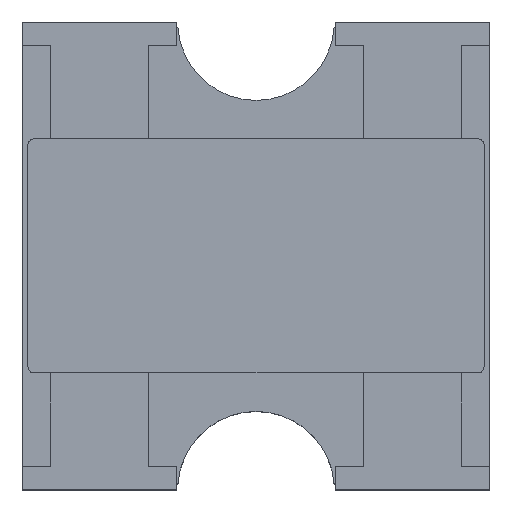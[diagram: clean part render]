
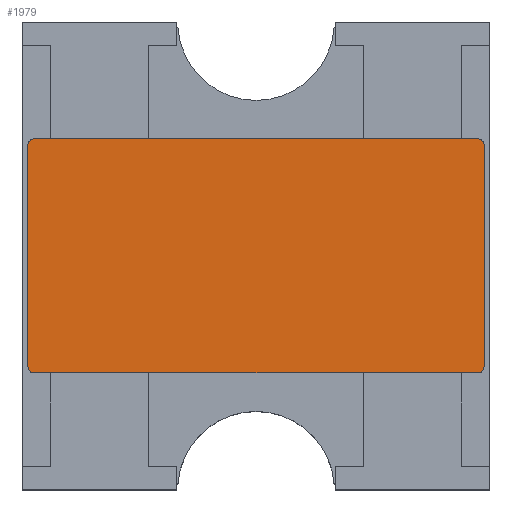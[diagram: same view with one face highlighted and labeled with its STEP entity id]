
A CAD part, top view. The second image highlights one B-rep face of the part: STEP entity #1979.
In plain terms, the highlighted planar face has unit normal (0, 0, 1).
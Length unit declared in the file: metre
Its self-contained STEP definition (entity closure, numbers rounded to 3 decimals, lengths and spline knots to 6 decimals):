
#37=CIRCLE('',#2157,0.000013);
#38=CIRCLE('',#2158,0.000013);
#39=CIRCLE('',#2159,0.000013);
#40=CIRCLE('',#2160,0.000013);
#65=ORIENTED_EDGE('',*,*,#635,.T.);
#66=ORIENTED_EDGE('',*,*,#641,.T.);
#67=ORIENTED_EDGE('',*,*,#637,.F.);
#68=ORIENTED_EDGE('',*,*,#642,.T.);
#69=ORIENTED_EDGE('',*,*,#625,.F.);
#70=ORIENTED_EDGE('',*,*,#643,.T.);
#71=ORIENTED_EDGE('',*,*,#629,.T.);
#72=ORIENTED_EDGE('',*,*,#644,.T.);
#625=EDGE_CURVE('',#913,#914,#1105,.T.);
#629=EDGE_CURVE('',#917,#918,#1109,.T.);
#635=EDGE_CURVE('',#924,#923,#1115,.T.);
#637=EDGE_CURVE('',#925,#926,#1117,.T.);
#641=EDGE_CURVE('',#923,#926,#37,.T.);
#642=EDGE_CURVE('',#925,#914,#38,.T.);
#643=EDGE_CURVE('',#913,#917,#39,.T.);
#644=EDGE_CURVE('',#918,#924,#40,.T.);
#913=VERTEX_POINT('',#2808);
#914=VERTEX_POINT('',#2809);
#917=VERTEX_POINT('',#2817);
#918=VERTEX_POINT('',#2818);
#923=VERTEX_POINT('',#2829);
#924=VERTEX_POINT('',#2831);
#925=VERTEX_POINT('',#2835);
#926=VERTEX_POINT('',#2836);
#1105=LINE('',#2807,#1381);
#1109=LINE('',#2816,#1385);
#1115=LINE('',#2830,#1391);
#1117=LINE('',#2834,#1393);
#1381=VECTOR('',#2281,1.);
#1385=VECTOR('',#2287,1.);
#1391=VECTOR('',#2295,1.);
#1393=VECTOR('',#2299,1.);
#1661=EDGE_LOOP('',(#65,#66,#67,#68,#69,#70,#71,#72));
#1769=FACE_BOUND('',#1661,.T.);
#1877=PLANE('',#2156);
#1979=ADVANCED_FACE('',(#1769),#1877,.T.);
#2156=AXIS2_PLACEMENT_3D('',#2842,#2303,#2304);
#2157=AXIS2_PLACEMENT_3D('',#2843,#2305,#2306);
#2158=AXIS2_PLACEMENT_3D('',#2844,#2307,#2308);
#2159=AXIS2_PLACEMENT_3D('',#2845,#2309,#2310);
#2160=AXIS2_PLACEMENT_3D('',#2846,#2311,#2312);
#2281=DIRECTION('',(1.,0.,0.));
#2287=DIRECTION('',(0.,-1.,0.));
#2295=DIRECTION('',(1.,0.,0.));
#2299=DIRECTION('',(0.,-1.,0.));
#2303=DIRECTION('',(0.,0.,1.));
#2304=DIRECTION('',(1.,0.,0.));
#2305=DIRECTION('',(0.,0.,1.));
#2306=DIRECTION('',(1.,0.,0.));
#2307=DIRECTION('',(0.,0.,1.));
#2308=DIRECTION('',(1.,0.,0.));
#2309=DIRECTION('',(0.,0.,1.));
#2310=DIRECTION('',(1.,0.,0.));
#2311=DIRECTION('',(0.,0.,1.));
#2312=DIRECTION('',(1.,0.,0.));
#2807=CARTESIAN_POINT('',(0.,0.00025,0.0003));
#2808=CARTESIAN_POINT('',(-0.000475,0.00025,0.0003));
#2809=CARTESIAN_POINT('',(0.000475,0.00025,0.0003));
#2816=CARTESIAN_POINT('',(-0.000488,0.,0.0003));
#2817=CARTESIAN_POINT('',(-0.000488,0.000238,0.0003));
#2818=CARTESIAN_POINT('',(-0.000488,-0.000238,0.0003));
#2829=CARTESIAN_POINT('',(0.000475,-0.00025,0.0003));
#2830=CARTESIAN_POINT('',(0.,-0.00025,0.0003));
#2831=CARTESIAN_POINT('',(-0.000475,-0.00025,0.0003));
#2834=CARTESIAN_POINT('',(0.000488,0.,0.0003));
#2835=CARTESIAN_POINT('',(0.000488,0.000238,0.0003));
#2836=CARTESIAN_POINT('',(0.000488,-0.000238,0.0003));
#2842=CARTESIAN_POINT('',(0.,0.,0.0003));
#2843=CARTESIAN_POINT('',(0.000475,-0.000238,0.0003));
#2844=CARTESIAN_POINT('',(0.000475,0.000238,0.0003));
#2845=CARTESIAN_POINT('',(-0.000475,0.000238,0.0003));
#2846=CARTESIAN_POINT('',(-0.000475,-0.000238,0.0003));
